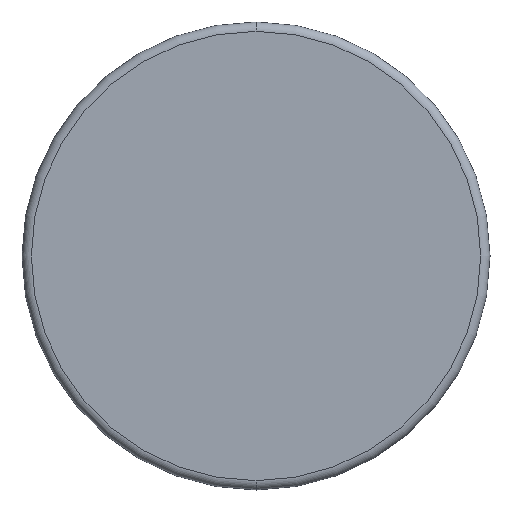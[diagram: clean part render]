
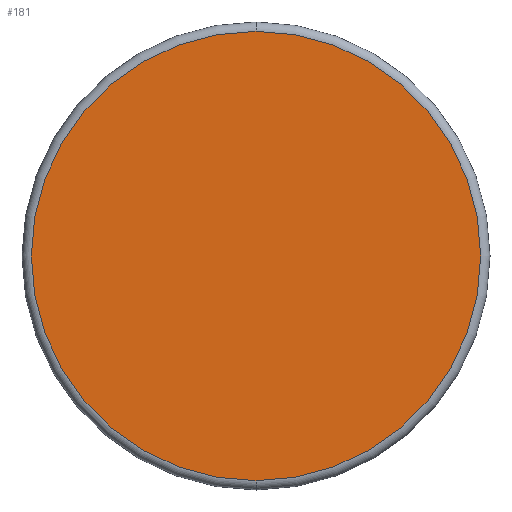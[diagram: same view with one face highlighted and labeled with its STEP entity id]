
A CAD part, front view. The second image highlights one B-rep face of the part: STEP entity #181.
In plain terms, the highlighted planar face has unit normal (0, -1, 0).
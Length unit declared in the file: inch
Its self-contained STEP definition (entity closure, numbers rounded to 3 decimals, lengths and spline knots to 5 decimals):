
#14 = CARTESIAN_POINT ( 'NONE',  ( 0., -0.0625, -0.12 ) ) ;
#36 = DIRECTION ( 'NONE',  ( 0., 0., 1. ) ) ;
#37 = DIRECTION ( 'NONE',  ( 0., -1., 0. ) ) ;
#40 = EDGE_CURVE ( 'NONE', #117, #114, #113, .T. ) ;
#44 = DIRECTION ( 'NONE',  ( 0., 0., 1. ) ) ;
#57 = AXIS2_PLACEMENT_3D ( 'NONE', #145, #37, #36 ) ;
#84 = CIRCLE ( 'NONE', #177, 0.12 ) ;
#93 = FACE_OUTER_BOUND ( 'NONE', #133, .T. ) ;
#101 = PLANE ( 'NONE',  #186 ) ;
#113 = CIRCLE ( 'NONE', #57, 0.12 ) ;
#114 = VERTEX_POINT ( 'NONE', #170 ) ;
#117 = VERTEX_POINT ( 'NONE', #14 ) ;
#120 = DIRECTION ( 'NONE',  ( 0., 0., 1. ) ) ;
#124 = CARTESIAN_POINT ( 'NONE',  ( 0., -0.0625, 0. ) ) ;
#133 = EDGE_LOOP ( 'NONE', ( #139, #138 ) ) ;
#134 = DIRECTION ( 'NONE',  ( 0., 1., 0. ) ) ;
#138 = ORIENTED_EDGE ( 'NONE', *, *, #40, .T. ) ;
#139 = ORIENTED_EDGE ( 'NONE', *, *, #215, .T. ) ;
#145 = CARTESIAN_POINT ( 'NONE',  ( 0., -0.0625, 0. ) ) ;
#170 = CARTESIAN_POINT ( 'NONE',  ( 0., -0.0625, 0.12 ) ) ;
#177 = AXIS2_PLACEMENT_3D ( 'NONE', #276, #265, #44 ) ;
#181 = ADVANCED_FACE ( 'NONE', ( #93 ), #101, .F. ) ;
#186 = AXIS2_PLACEMENT_3D ( 'NONE', #124, #134, #120 ) ;
#215 = EDGE_CURVE ( 'NONE', #114, #117, #84, .T. ) ;
#265 = DIRECTION ( 'NONE',  ( 0., -1., 0. ) ) ;
#276 = CARTESIAN_POINT ( 'NONE',  ( 0., -0.0625, 0. ) ) ;
